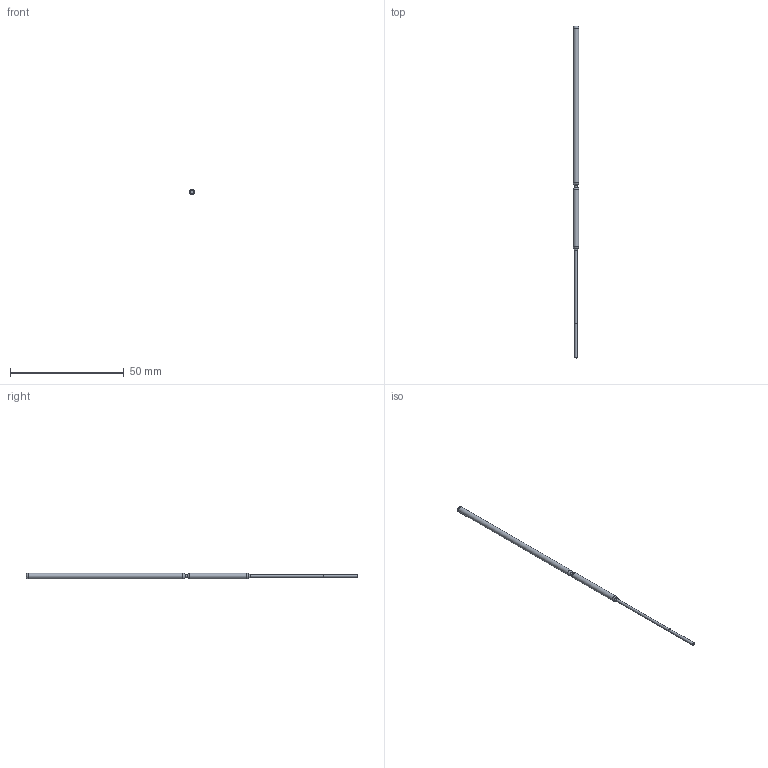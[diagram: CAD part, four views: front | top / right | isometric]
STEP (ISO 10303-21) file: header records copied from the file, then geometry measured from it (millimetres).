
FILE_DESCRIPTION(/* description */ (''),/* implementation_level */ '2;1');
FILE_NAME(/* name */ 'nasopharyngeal_swab_round_shaft.step',/* time_stamp */ '2020-03-21T09:28:24-07:00',/* author */ (''),/* organization */ (''),/* preprocessor_version */ 'ST-DEVELOPER v18',/* originating_system */ 'Autodesk Translation Framework v8.12.0.6',/* authorisation */ '');
FILE_SCHEMA (('AUTOMOTIVE_DESIGN { 1 0 10303 214 3 1 1 }'));
Length unit declared in the file: millimetre
Products named in the file (1): nasopharyngeal_swab_round_shaft
Bounding box: 2.5 x 146 x 2.5 mm (x, y, z)
Volume: 530.8 mm3; surface area: 959.2 mm2
Topology: 2 solids, 2 shells, 14 faces, 32 edges, 22 vertices
Faces by surface type: cylinder 5, plane 4, bspline 3, sphere 1, torus 1
Full cylindrical faces by diameter (mm): 1 x1, 1.25 x2, 2.5 x2
Entity records: 524 total; most frequent: CARTESIAN_POINT 147, DIRECTION 83, ORIENTED_EDGE 64, AXIS2_PLACEMENT_3D 39, EDGE_CURVE 32, CIRCLE 27, VERTEX_POINT 22, FACE_OUTER_BOUND 14
